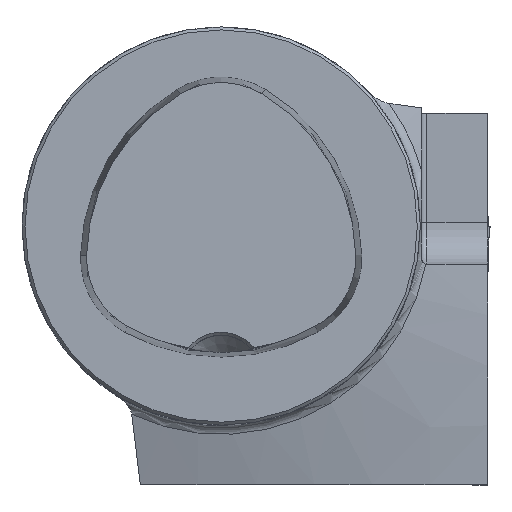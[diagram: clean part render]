
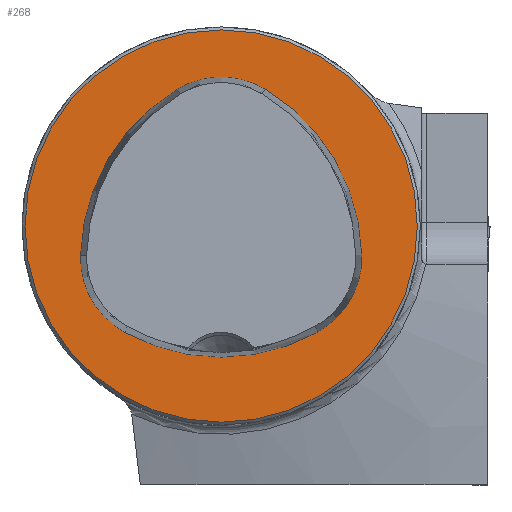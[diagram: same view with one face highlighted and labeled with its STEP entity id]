
A CAD part, top view. The second image highlights one B-rep face of the part: STEP entity #268.
In plain terms, the highlighted planar face has unit normal (0, 0, 1).
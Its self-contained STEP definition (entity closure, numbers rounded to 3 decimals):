
#106=FACE_BOUND('',#526,.T.);
#107=FACE_BOUND('',#527,.T.);
#174=CIRCLE('',#1977,20.063);
#176=CIRCLE('',#1980,20.063);
#177=CIRCLE('',#1981,8.563);
#178=CIRCLE('',#1982,20.063);
#179=CIRCLE('',#1983,8.563);
#180=CIRCLE('',#1984,8.563);
#181=CIRCLE('',#1985,19.7);
#268=ADVANCED_FACE('CU_E_LO_SU_1',(#106,#107),#358,.T.);
#358=PLANE('',#1986);
#526=EDGE_LOOP('',(#758,#759,#760,#761,#762,#763));
#527=EDGE_LOOP('',(#764));
#758=ORIENTED_EDGE('',*,*,#1422,.F.);
#759=ORIENTED_EDGE('',*,*,#1423,.F.);
#760=ORIENTED_EDGE('',*,*,#1424,.F.);
#761=ORIENTED_EDGE('',*,*,#1425,.F.);
#762=ORIENTED_EDGE('',*,*,#1419,.F.);
#763=ORIENTED_EDGE('',*,*,#1426,.F.);
#764=ORIENTED_EDGE('',*,*,#1427,.T.);
#1228=VERTEX_POINT('',#3168);
#1229=VERTEX_POINT('',#3170);
#1231=VERTEX_POINT('',#3176);
#1232=VERTEX_POINT('',#3177);
#1233=VERTEX_POINT('',#3179);
#1234=VERTEX_POINT('',#3181);
#1235=VERTEX_POINT('',#3185);
#1419=EDGE_CURVE('',#1228,#1229,#174,.T.);
#1422=EDGE_CURVE('',#1231,#1232,#176,.T.);
#1423=EDGE_CURVE('',#1233,#1231,#177,.T.);
#1424=EDGE_CURVE('',#1234,#1233,#178,.T.);
#1425=EDGE_CURVE('',#1229,#1234,#179,.T.);
#1426=EDGE_CURVE('',#1232,#1228,#180,.T.);
#1427=EDGE_CURVE('',#1235,#1235,#181,.T.);
#1977=AXIS2_PLACEMENT_3D('',#3169,#2241,#2242);
#1980=AXIS2_PLACEMENT_3D('',#3175,#2248,#2249);
#1981=AXIS2_PLACEMENT_3D('',#3178,#2250,#2251);
#1982=AXIS2_PLACEMENT_3D('',#3180,#2252,#2253);
#1983=AXIS2_PLACEMENT_3D('',#3182,#2254,#2255);
#1984=AXIS2_PLACEMENT_3D('',#3183,#2256,#2257);
#1985=AXIS2_PLACEMENT_3D('',#3184,#2258,#2259);
#1986=AXIS2_PLACEMENT_3D('',#3186,#2260,#2261);
#2241=DIRECTION('',(0.,0.,1.));
#2242=DIRECTION('',(1.,0.,0.));
#2248=DIRECTION('',(0.,0.,1.));
#2249=DIRECTION('',(1.,0.,0.));
#2250=DIRECTION('',(0.,0.,1.));
#2251=DIRECTION('',(1.,0.,0.));
#2252=DIRECTION('',(0.,0.,1.));
#2253=DIRECTION('',(1.,0.,0.));
#2254=DIRECTION('',(0.,0.,1.));
#2255=DIRECTION('',(1.,0.,0.));
#2256=DIRECTION('',(0.,0.,1.));
#2257=DIRECTION('',(1.,0.,0.));
#2258=DIRECTION('',(0.,0.,1.));
#2259=DIRECTION('',(1.,0.,0.));
#2260=DIRECTION('',(0.,0.,1.));
#2261=DIRECTION('',(1.,0.,0.));
#3168=CARTESIAN_POINT('',(-9.704,-10.66,0.));
#3169=CARTESIAN_POINT('',(0.,6.9,0.));
#3170=CARTESIAN_POINT('',(9.704,-10.66,0.));
#3175=CARTESIAN_POINT('',(5.934,-3.451,0.));
#3176=CARTESIAN_POINT('',(-4.418,13.735,0.));
#3177=CARTESIAN_POINT('',(-14.123,-2.953,0.));
#3178=CARTESIAN_POINT('',(0.,6.4,0.));
#3179=CARTESIAN_POINT('',(4.418,13.735,0.));
#3180=CARTESIAN_POINT('',(-5.934,-3.451,0.));
#3181=CARTESIAN_POINT('',(14.123,-2.953,0.));
#3182=CARTESIAN_POINT('',(5.562,-3.165,0.));
#3183=CARTESIAN_POINT('',(-5.562,-3.165,0.));
#3184=CARTESIAN_POINT('',(0.,0.,0.));
#3185=CARTESIAN_POINT('',(19.7,0.,0.));
#3186=CARTESIAN_POINT('',(0.,0.,0.));
